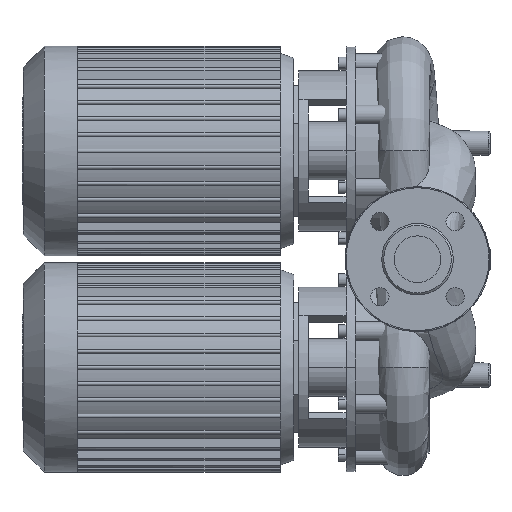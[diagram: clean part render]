
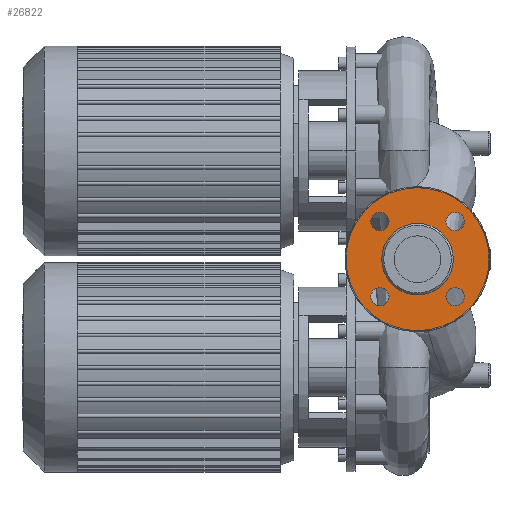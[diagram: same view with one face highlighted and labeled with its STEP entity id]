
A CAD part, left-side view. The second image highlights one B-rep face of the part: STEP entity #26822.
In plain terms, the highlighted free-form (B-spline) face has degree [1, 1] with [2, 2] control points.
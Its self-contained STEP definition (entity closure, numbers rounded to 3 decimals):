
#26201=CARTESIAN_POINT('',(2.,0.,-74.));
#26202=VERTEX_POINT('',#26201);
#26218=CARTESIAN_POINT('',(2.,0.,74.));
#26219=VERTEX_POINT('',#26218);
#26227=CARTESIAN_POINT('',(2.,-74.,0.0));
#26228=VERTEX_POINT('',#26227);
#26229=CARTESIAN_POINT('',(2.,0.,0.0));
#26230=DIRECTION('',(-1.0,0.0,0.0));
#26231=DIRECTION('',(0.0,-1.0,0.0));
#26232=AXIS2_PLACEMENT_3D('',#26229,#26230,#26231);
#26233=CIRCLE('',#26232,74.);
#26234=EDGE_CURVE('',#26228,#26219,#26233,.T.);
#26236=CARTESIAN_POINT('',(2.,0.,0.0));
#26237=DIRECTION('',(-1.0,0.0,0.0));
#26238=DIRECTION('',(0.0,-1.0,0.0));
#26239=AXIS2_PLACEMENT_3D('',#26236,#26237,#26238);
#26240=CIRCLE('',#26239,74.);
#26241=EDGE_CURVE('',#26202,#26228,#26240,.T.);
#26272=CARTESIAN_POINT('',(2.,-37.,0.0));
#26273=VERTEX_POINT('',#26272);
#26282=CARTESIAN_POINT('',(2.,37.,0.));
#26283=VERTEX_POINT('',#26282);
#26284=CARTESIAN_POINT('',(2.0,0.,0.0));
#26285=DIRECTION('',(-1.0,0.0,0.0));
#26286=DIRECTION('',(0.0,-1.0,0.0));
#26287=AXIS2_PLACEMENT_3D('',#26284,#26285,#26286);
#26288=CIRCLE('',#26287,37.);
#26289=EDGE_CURVE('',#26273,#26283,#26288,.T.);
#26335=CARTESIAN_POINT('',(2.,-38.891,29.391));
#26336=VERTEX_POINT('',#26335);
#26345=CARTESIAN_POINT('',(2.,-38.891,48.391));
#26346=VERTEX_POINT('',#26345);
#26347=CARTESIAN_POINT('',(2.,-38.891,38.891));
#26348=DIRECTION('',(-1.0,0.0,0.0));
#26349=DIRECTION('',(0.0,0.0,-1.0));
#26350=AXIS2_PLACEMENT_3D('',#26347,#26348,#26349);
#26351=CIRCLE('',#26350,9.5);
#26352=EDGE_CURVE('',#26336,#26346,#26351,.T.);
#26398=CARTESIAN_POINT('',(2.,29.391,38.891));
#26399=VERTEX_POINT('',#26398);
#26408=CARTESIAN_POINT('',(2.,48.391,38.891));
#26409=VERTEX_POINT('',#26408);
#26410=CARTESIAN_POINT('',(2.,38.891,38.891));
#26411=DIRECTION('',(-1.0,0.0,0.0));
#26412=DIRECTION('',(0.0,-1.0,0.0));
#26413=AXIS2_PLACEMENT_3D('',#26410,#26411,#26412);
#26414=CIRCLE('',#26413,9.5);
#26415=EDGE_CURVE('',#26399,#26409,#26414,.T.);
#26461=CARTESIAN_POINT('',(2.,38.891,-29.391));
#26462=VERTEX_POINT('',#26461);
#26471=CARTESIAN_POINT('',(2.,38.891,-48.391));
#26472=VERTEX_POINT('',#26471);
#26473=CARTESIAN_POINT('',(2.,38.891,-38.891));
#26474=DIRECTION('',(-1.0,0.0,0.0));
#26475=DIRECTION('',(0.0,0.0,1.0));
#26476=AXIS2_PLACEMENT_3D('',#26473,#26474,#26475);
#26477=CIRCLE('',#26476,9.5);
#26478=EDGE_CURVE('',#26462,#26472,#26477,.T.);
#26524=CARTESIAN_POINT('',(2.,-29.391,-38.891));
#26525=VERTEX_POINT('',#26524);
#26534=CARTESIAN_POINT('',(2.,-48.391,-38.891));
#26535=VERTEX_POINT('',#26534);
#26536=CARTESIAN_POINT('',(2.,-38.891,-38.891));
#26537=DIRECTION('',(-1.0,0.0,0.0));
#26538=DIRECTION('',(0.0,1.0,0.0));
#26539=AXIS2_PLACEMENT_3D('',#26536,#26537,#26538);
#26540=CIRCLE('',#26539,9.5);
#26541=EDGE_CURVE('',#26525,#26535,#26540,.T.);
#26596=CARTESIAN_POINT('',(2.,-38.891,-38.891));
#26597=DIRECTION('',(-1.0,0.0,0.0));
#26598=DIRECTION('',(0.0,1.0,0.0));
#26599=AXIS2_PLACEMENT_3D('',#26596,#26597,#26598);
#26600=CIRCLE('',#26599,9.5);
#26601=EDGE_CURVE('',#26535,#26525,#26600,.T.);
#26641=CARTESIAN_POINT('',(2.,38.891,-38.891));
#26642=DIRECTION('',(-1.0,0.0,0.0));
#26643=DIRECTION('',(0.0,0.0,1.0));
#26644=AXIS2_PLACEMENT_3D('',#26641,#26642,#26643);
#26645=CIRCLE('',#26644,9.5);
#26646=EDGE_CURVE('',#26472,#26462,#26645,.T.);
#26686=CARTESIAN_POINT('',(2.,38.891,38.891));
#26687=DIRECTION('',(-1.0,0.0,0.0));
#26688=DIRECTION('',(0.0,-1.0,0.0));
#26689=AXIS2_PLACEMENT_3D('',#26686,#26687,#26688);
#26690=CIRCLE('',#26689,9.5);
#26691=EDGE_CURVE('',#26409,#26399,#26690,.T.);
#26731=CARTESIAN_POINT('',(2.,-38.891,38.891));
#26732=DIRECTION('',(-1.0,0.0,0.0));
#26733=DIRECTION('',(0.0,0.0,-1.0));
#26734=AXIS2_PLACEMENT_3D('',#26731,#26732,#26733);
#26735=CIRCLE('',#26734,9.5);
#26736=EDGE_CURVE('',#26346,#26336,#26735,.T.);
#26776=CARTESIAN_POINT('',(2.0,0.,0.0));
#26777=DIRECTION('',(-1.0,0.0,0.0));
#26778=DIRECTION('',(0.0,-1.0,0.0));
#26779=AXIS2_PLACEMENT_3D('',#26776,#26777,#26778);
#26780=CIRCLE('',#26779,37.);
#26781=EDGE_CURVE('',#26283,#26273,#26780,.T.);
#26786=CARTESIAN_POINT('',(2.,-74.,-74.));
#26787=CARTESIAN_POINT('',(2.,-74.,74.));
#26788=CARTESIAN_POINT('',(2.,74.,-74.));
#26789=CARTESIAN_POINT('',(2.,74.,74.));
#26790=B_SPLINE_SURFACE_WITH_KNOTS('',1,1,((#26786,#26788),(#26787,#26789)),.UNSPECIFIED.,.F.,.F.,.U.,(2,2),(2,2),(0.0,148.),(0.0,148.),.UNSPECIFIED.);
#26791=ORIENTED_EDGE('',*,*,#26234,.T.);
#26792=CARTESIAN_POINT('',(2.,0.,0.0));
#26793=DIRECTION('',(-1.0,0.0,0.0));
#26794=DIRECTION('',(0.0,-1.0,0.0));
#26795=AXIS2_PLACEMENT_3D('',#26792,#26793,#26794);
#26796=CIRCLE('',#26795,74.);
#26797=EDGE_CURVE('',#26219,#26202,#26796,.T.);
#26798=ORIENTED_EDGE('',*,*,#26797,.T.);
#26799=ORIENTED_EDGE('',*,*,#26241,.T.);
#26800=EDGE_LOOP('',(#26791,#26798,#26799));
#26801=FACE_OUTER_BOUND('',#26800,.T.);
#26802=ORIENTED_EDGE('',*,*,#26601,.F.);
#26803=ORIENTED_EDGE('',*,*,#26541,.F.);
#26804=EDGE_LOOP('',(#26802,#26803));
#26805=FACE_BOUND('',#26804,.T.);
#26806=ORIENTED_EDGE('',*,*,#26646,.F.);
#26807=ORIENTED_EDGE('',*,*,#26478,.F.);
#26808=EDGE_LOOP('',(#26806,#26807));
#26809=FACE_BOUND('',#26808,.T.);
#26810=ORIENTED_EDGE('',*,*,#26691,.F.);
#26811=ORIENTED_EDGE('',*,*,#26415,.F.);
#26812=EDGE_LOOP('',(#26810,#26811));
#26813=FACE_BOUND('',#26812,.T.);
#26814=ORIENTED_EDGE('',*,*,#26736,.F.);
#26815=ORIENTED_EDGE('',*,*,#26352,.F.);
#26816=EDGE_LOOP('',(#26814,#26815));
#26817=FACE_BOUND('',#26816,.T.);
#26818=ORIENTED_EDGE('',*,*,#26289,.F.);
#26819=ORIENTED_EDGE('',*,*,#26781,.F.);
#26820=EDGE_LOOP('',(#26818,#26819));
#26821=FACE_BOUND('',#26820,.T.);
#26822=ADVANCED_FACE('',(#26801,#26805,#26809,#26813,#26817,#26821),#26790,.T.);
